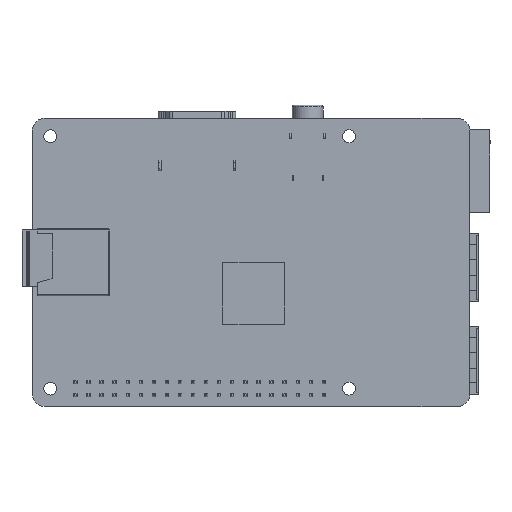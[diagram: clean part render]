
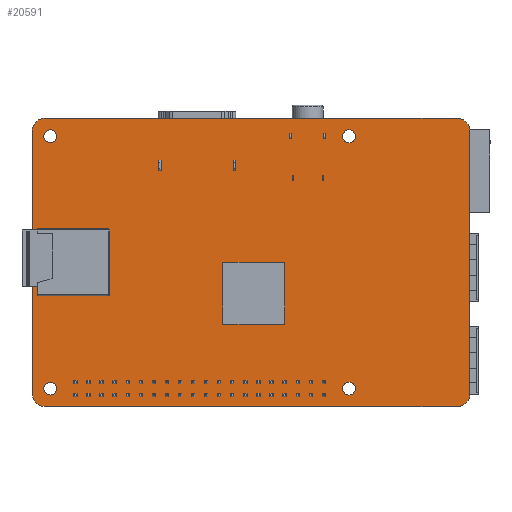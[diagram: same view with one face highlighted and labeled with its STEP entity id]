
A CAD part, front view. The second image highlights one B-rep face of the part: STEP entity #20591.
In plain terms, the highlighted planar face has unit normal (0, -1, 0).
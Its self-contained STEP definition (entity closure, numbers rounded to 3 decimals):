
#588=FACE_BOUND('',#1866,.T.);
#589=FACE_BOUND('',#1867,.T.);
#590=FACE_BOUND('',#1868,.T.);
#591=FACE_BOUND('',#1869,.T.);
#648=FACE_OUTER_BOUND('',#1865,.T.);
#1865=EDGE_LOOP('',(#13592,#13593,#13594,#13595,#13596,#13597,#13598,#13599));
#1866=EDGE_LOOP('',(#13600,#13601));
#1867=EDGE_LOOP('',(#13602,#13603));
#1868=EDGE_LOOP('',(#13604,#13605));
#1869=EDGE_LOOP('',(#13606,#13607));
#3142=CIRCLE('',#23257,2.5);
#3143=CIRCLE('',#23258,2.5);
#3144=CIRCLE('',#23259,2.5);
#3145=CIRCLE('',#23260,2.5);
#3146=CIRCLE('',#23261,1.25);
#3147=CIRCLE('',#23262,1.25);
#3148=CIRCLE('',#23263,1.25);
#3149=CIRCLE('',#23264,1.25);
#3150=CIRCLE('',#23265,1.25);
#3151=CIRCLE('',#23266,1.25);
#3152=CIRCLE('',#23267,1.25);
#3153=CIRCLE('',#23268,1.25);
#3363=LINE('',#30657,#6081);
#3364=LINE('',#30661,#6082);
#3365=LINE('',#30665,#6083);
#3366=LINE('',#30669,#6084);
#6081=VECTOR('',#24821,10.);
#6082=VECTOR('',#24824,10.);
#6083=VECTOR('',#24827,10.);
#6084=VECTOR('',#24830,10.);
#8799=VERTEX_POINT('',#30655);
#8800=VERTEX_POINT('',#30656);
#8801=VERTEX_POINT('',#30658);
#8802=VERTEX_POINT('',#30660);
#8803=VERTEX_POINT('',#30662);
#8804=VERTEX_POINT('',#30664);
#8805=VERTEX_POINT('',#30666);
#8806=VERTEX_POINT('',#30668);
#8807=VERTEX_POINT('',#30671);
#8808=VERTEX_POINT('',#30672);
#8809=VERTEX_POINT('',#30675);
#8810=VERTEX_POINT('',#30676);
#8811=VERTEX_POINT('',#30679);
#8812=VERTEX_POINT('',#30680);
#8813=VERTEX_POINT('',#30683);
#8814=VERTEX_POINT('',#30684);
#10646=EDGE_CURVE('',#8799,#8800,#3363,.T.);
#10647=EDGE_CURVE('',#8801,#8799,#3142,.T.);
#10648=EDGE_CURVE('',#8802,#8801,#3364,.T.);
#10649=EDGE_CURVE('',#8803,#8802,#3143,.T.);
#10650=EDGE_CURVE('',#8804,#8803,#3365,.T.);
#10651=EDGE_CURVE('',#8805,#8804,#3144,.T.);
#10652=EDGE_CURVE('',#8806,#8805,#3366,.T.);
#10653=EDGE_CURVE('',#8800,#8806,#3145,.T.);
#10654=EDGE_CURVE('',#8807,#8808,#3146,.T.);
#10655=EDGE_CURVE('',#8808,#8807,#3147,.T.);
#10656=EDGE_CURVE('',#8809,#8810,#3148,.T.);
#10657=EDGE_CURVE('',#8810,#8809,#3149,.T.);
#10658=EDGE_CURVE('',#8811,#8812,#3150,.T.);
#10659=EDGE_CURVE('',#8812,#8811,#3151,.T.);
#10660=EDGE_CURVE('',#8813,#8814,#3152,.T.);
#10661=EDGE_CURVE('',#8814,#8813,#3153,.T.);
#13592=ORIENTED_EDGE('',*,*,#10646,.F.);
#13593=ORIENTED_EDGE('',*,*,#10647,.F.);
#13594=ORIENTED_EDGE('',*,*,#10648,.F.);
#13595=ORIENTED_EDGE('',*,*,#10649,.F.);
#13596=ORIENTED_EDGE('',*,*,#10650,.F.);
#13597=ORIENTED_EDGE('',*,*,#10651,.F.);
#13598=ORIENTED_EDGE('',*,*,#10652,.F.);
#13599=ORIENTED_EDGE('',*,*,#10653,.F.);
#13600=ORIENTED_EDGE('',*,*,#10654,.T.);
#13601=ORIENTED_EDGE('',*,*,#10655,.T.);
#13602=ORIENTED_EDGE('',*,*,#10656,.T.);
#13603=ORIENTED_EDGE('',*,*,#10657,.T.);
#13604=ORIENTED_EDGE('',*,*,#10658,.T.);
#13605=ORIENTED_EDGE('',*,*,#10659,.T.);
#13606=ORIENTED_EDGE('',*,*,#10660,.T.);
#13607=ORIENTED_EDGE('',*,*,#10661,.T.);
#19484=PLANE('',#23256);
#20591=ADVANCED_FACE('',(#648,#588,#589,#590,#591),#19484,.T.);
#23256=AXIS2_PLACEMENT_3D('',#30654,#24819,#24820);
#23257=AXIS2_PLACEMENT_3D('',#30659,#24822,#24823);
#23258=AXIS2_PLACEMENT_3D('',#30663,#24825,#24826);
#23259=AXIS2_PLACEMENT_3D('',#30667,#24828,#24829);
#23260=AXIS2_PLACEMENT_3D('',#30670,#24831,#24832);
#23261=AXIS2_PLACEMENT_3D('',#30673,#24833,#24834);
#23262=AXIS2_PLACEMENT_3D('',#30674,#24835,#24836);
#23263=AXIS2_PLACEMENT_3D('',#30677,#24837,#24838);
#23264=AXIS2_PLACEMENT_3D('',#30678,#24839,#24840);
#23265=AXIS2_PLACEMENT_3D('',#30681,#24841,#24842);
#23266=AXIS2_PLACEMENT_3D('',#30682,#24843,#24844);
#23267=AXIS2_PLACEMENT_3D('',#30685,#24845,#24846);
#23268=AXIS2_PLACEMENT_3D('',#30686,#24847,#24848);
#24819=DIRECTION('center_axis',(0.,-1.,0.));
#24820=DIRECTION('ref_axis',(0.,0.,-1.));
#24821=DIRECTION('',(1.,0.,0.));
#24822=DIRECTION('center_axis',(0.,1.,0.));
#24823=DIRECTION('ref_axis',(0.,0.,
1.));
#24824=DIRECTION('',(0.,0.,1.));
#24825=DIRECTION('center_axis',(0.,1.,0.));
#24826=DIRECTION('ref_axis',(-1.,0.,0.));
#24827=DIRECTION('',(-1.,0.,0.));
#24828=DIRECTION('center_axis',(0.,1.,0.));
#24829=DIRECTION('ref_axis',(0.,0.,-1.));
#24830=DIRECTION('',(0.,0.,-1.));
#24831=DIRECTION('center_axis',(0.,1.,0.));
#24832=DIRECTION('ref_axis',(1.,0.,0.));
#24833=DIRECTION('center_axis',(0.,1.,0.));
#24834=DIRECTION('ref_axis',(0.,0.,1.));
#24835=DIRECTION('center_axis',(0.,1.,0.));
#24836=DIRECTION('ref_axis',(0.,0.,1.));
#24837=DIRECTION('center_axis',(0.,1.,0.));
#24838=DIRECTION('ref_axis',(0.,0.,1.));
#24839=DIRECTION('center_axis',(0.,1.,0.));
#24840=DIRECTION('ref_axis',(0.,0.,1.));
#24841=DIRECTION('center_axis',(0.,1.,0.));
#24842=DIRECTION('ref_axis',(0.,0.,1.));
#24843=DIRECTION('center_axis',(0.,1.,0.));
#24844=DIRECTION('ref_axis',(0.,0.,1.));
#24845=DIRECTION('center_axis',(0.,1.,0.));
#24846=DIRECTION('ref_axis',(0.,0.,-1.));
#24847=DIRECTION('center_axis',(0.,1.,0.));
#24848=DIRECTION('ref_axis',(0.,0.,-1.));
#30654=CARTESIAN_POINT('Origin',(-42.5,-8.75,6.25));
#30655=CARTESIAN_POINT('',(-40.,-8.75,34.25));
#30656=CARTESIAN_POINT('',(40.,-8.75,34.25));
#30657=CARTESIAN_POINT('',(-40.,-8.75,34.25));
#30658=CARTESIAN_POINT('',(-42.5,-8.75,31.75));
#30659=CARTESIAN_POINT('Origin',(-40.,-8.75,31.75));
#30660=CARTESIAN_POINT('',(-42.5,-8.75,-19.25));
#30661=CARTESIAN_POINT('',(-42.5,-8.75,-19.25));
#30662=CARTESIAN_POINT('',(-40.,-8.75,-21.75));
#30663=CARTESIAN_POINT('Origin',(-40.,-8.75,-19.25));
#30664=CARTESIAN_POINT('',(40.,-8.75,-21.75));
#30665=CARTESIAN_POINT('',(40.,-8.75,-21.75));
#30666=CARTESIAN_POINT('',(42.5,-8.75,-19.25));
#30667=CARTESIAN_POINT('Origin',(40.,-8.75,-19.25));
#30668=CARTESIAN_POINT('',(42.5,-8.75,31.75));
#30669=CARTESIAN_POINT('',(42.5,-8.75,31.75));
#30670=CARTESIAN_POINT('Origin',(40.,-8.75,31.75));
#30671=CARTESIAN_POINT('',(-39.,-8.75,-19.5));
#30672=CARTESIAN_POINT('',(-37.75,-8.75,-18.25));
#30673=CARTESIAN_POINT('Origin',(-39.,-8.75,-18.25));
#30674=CARTESIAN_POINT('Origin',(-39.,-8.75,-18.25));
#30675=CARTESIAN_POINT('',(-39.,-8.75,29.5));
#30676=CARTESIAN_POINT('',(-37.75,-8.75,30.75));
#30677=CARTESIAN_POINT('Origin',(-39.,-8.75,30.75));
#30678=CARTESIAN_POINT('Origin',(-39.,-8.75,30.75));
#30679=CARTESIAN_POINT('',(19.,-8.75,29.5));
#30680=CARTESIAN_POINT('',(20.25,-8.75,30.75));
#30681=CARTESIAN_POINT('Origin',(19.,-8.75,30.75));
#30682=CARTESIAN_POINT('Origin',(19.,-8.75,30.75));
#30683=CARTESIAN_POINT('',(19.,-8.75,-17.));
#30684=CARTESIAN_POINT('',(17.75,-8.75,-18.25));
#30685=CARTESIAN_POINT('Origin',(19.,-8.75,-18.25));
#30686=CARTESIAN_POINT('Origin',(19.,-8.75,-18.25));
